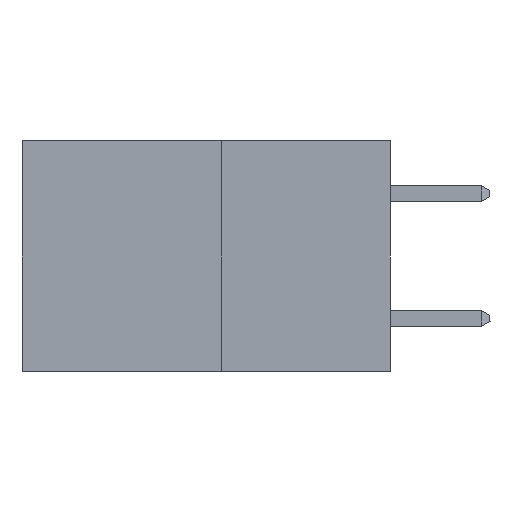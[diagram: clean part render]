
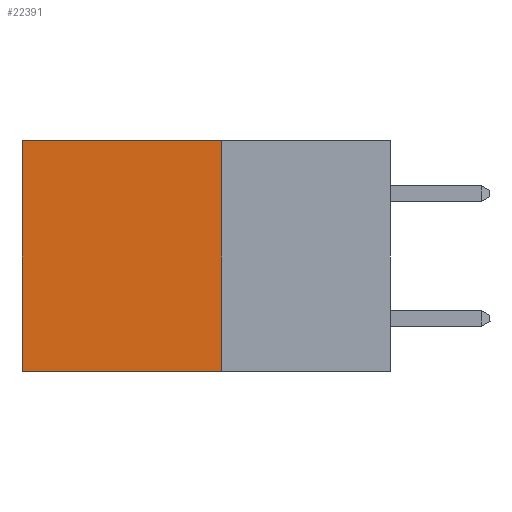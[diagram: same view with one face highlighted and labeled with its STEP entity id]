
A CAD part, left-side view. The second image highlights one B-rep face of the part: STEP entity #22391.
In plain terms, the highlighted planar face has unit normal (-1, 0, 0).
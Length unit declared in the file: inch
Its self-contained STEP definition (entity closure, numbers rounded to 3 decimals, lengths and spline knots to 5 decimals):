
#1210 = VECTOR ( 'NONE', #17129, 39.37008 ) ;
#1412 = ORIENTED_EDGE ( 'NONE', *, *, #19277, .T. ) ;
#2971 = CARTESIAN_POINT ( 'NONE',  ( 0.277, 0.27, -0.37 ) ) ;
#4093 = DIRECTION ( 'NONE',  ( 0., 0., -1. ) ) ;
#4837 = PLANE ( 'NONE',  #5770 ) ;
#4924 = VECTOR ( 'NONE', #4093, 39.37008 ) ;
#4971 = ORIENTED_EDGE ( 'NONE', *, *, #13311, .F. ) ;
#5323 = CARTESIAN_POINT ( 'NONE',  ( 0.277, 0.59, -0.37 ) ) ;
#5770 = AXIS2_PLACEMENT_3D ( 'NONE', #17146, #6611, #18816 ) ;
#6332 = VERTEX_POINT ( 'NONE', #10352 ) ;
#6351 = VERTEX_POINT ( 'NONE', #10161 ) ;
#6611 = DIRECTION ( 'NONE',  ( 1., 0., 0. ) ) ;
#7696 = EDGE_CURVE ( 'NONE', #6332, #6351, #12096, .T. ) ;
#7820 = CARTESIAN_POINT ( 'NONE',  ( 0.277, 0.59, -0.37 ) ) ;
#8903 = CARTESIAN_POINT ( 'NONE',  ( 0.277, 0.27, -0.37 ) ) ;
#9667 = LINE ( 'NONE', #16476, #4924 ) ;
#9814 = ORIENTED_EDGE ( 'NONE', *, *, #7696, .T. ) ;
#10161 = CARTESIAN_POINT ( 'NONE',  ( 0.277, 0.59, 0. ) ) ;
#10352 = CARTESIAN_POINT ( 'NONE',  ( 0.277, 0.27, 0. ) ) ;
#11553 = VECTOR ( 'NONE', #20871, 39.37008 ) ;
#12026 = LINE ( 'NONE', #2971, #1210 ) ;
#12096 = LINE ( 'NONE', #19986, #11553 ) ;
#13060 = VERTEX_POINT ( 'NONE', #8903 ) ;
#13311 = EDGE_CURVE ( 'NONE', #6332, #13060, #9667, .T. ) ;
#14168 = DIRECTION ( 'NONE',  ( 0., 0., -1. ) ) ;
#16444 = VECTOR ( 'NONE', #14168, 39.37008 ) ;
#16476 = CARTESIAN_POINT ( 'NONE',  ( 0.277, 0.27, -0.37 ) ) ;
#17129 = DIRECTION ( 'NONE',  ( 0., 1., 0. ) ) ;
#17146 = CARTESIAN_POINT ( 'NONE',  ( 0.277, 0.27, -0.37 ) ) ;
#18816 = DIRECTION ( 'NONE',  ( 0., 0., -1. ) ) ;
#19277 = EDGE_CURVE ( 'NONE', #6351, #21709, #21998, .T. ) ;
#19986 = CARTESIAN_POINT ( 'NONE',  ( 0.277, 0.27, 0. ) ) ;
#20545 = EDGE_CURVE ( 'NONE', #13060, #21709, #12026, .T. ) ;
#20871 = DIRECTION ( 'NONE',  ( 0., 1., 0. ) ) ;
#21305 = EDGE_LOOP ( 'NONE', ( #1412, #21630, #4971, #9814 ) ) ;
#21630 = ORIENTED_EDGE ( 'NONE', *, *, #20545, .F. ) ;
#21709 = VERTEX_POINT ( 'NONE', #7820 ) ;
#21998 = LINE ( 'NONE', #5323, #16444 ) ;
#22138 = FACE_OUTER_BOUND ( 'NONE', #21305, .T. ) ;
#22391 = ADVANCED_FACE ( 'NONE', ( #22138 ), #4837, .F. ) ;
